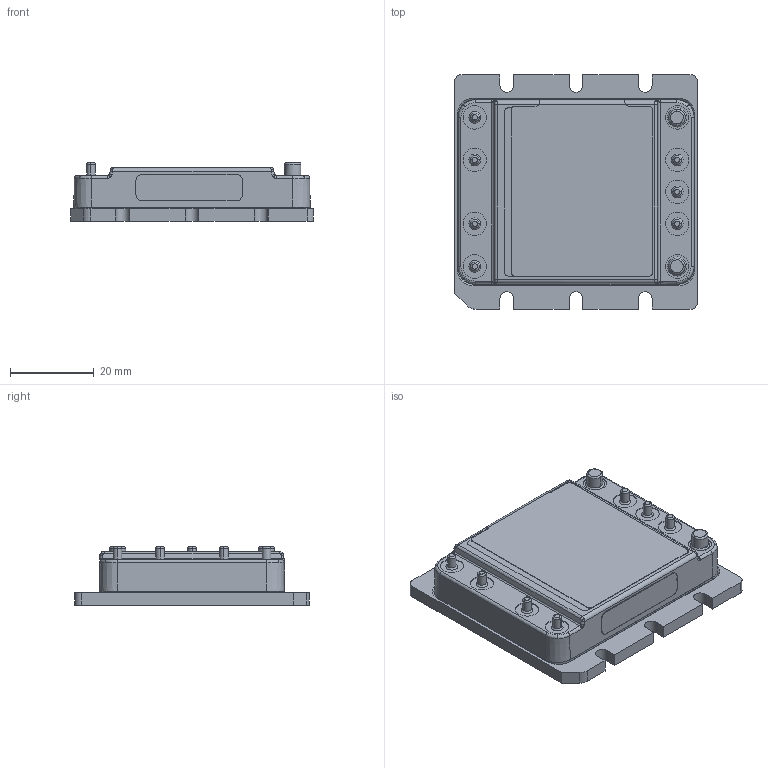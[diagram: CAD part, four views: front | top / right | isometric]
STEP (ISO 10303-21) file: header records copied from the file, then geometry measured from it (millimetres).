
FILE_DESCRIPTION(('FreeCAD Model'),'2;1');
FILE_NAME('37206r1-VxxBxxxxxxBP.step', '2017-01-13T11:52:02',('kicad StepUp'),('ksu MCAD'), 'Open CASCADE STEP processor 6.8','FreeCAD','Unknown');
FILE_SCHEMA(('AUTOMOTIVE_DESIGN_CC2 { 1 2 10303 214 -1 1 5 4 }'));
Length unit declared in the file: millimetre
Products named in the file (1): 37206r1-VxxBxxxxxxBP
Bounding box: 58.09 x 56.05 x 14.04 mm (x, y, z)
Volume: 32670.2 mm3; surface area: 10046.8 mm2
Topology: 1 solids, 1 shells, 299 faces, 744 edges, 468 vertices
Faces by surface type: plane 103, cylinder 84, bspline 74, cone 38
Entity records: 15380 total; most frequent: CARTESIAN_POINT 6577, ORIENTED_EDGE 1488, DIRECTION 1299, EDGE_CURVE 744, AXIS2_PLACEMENT_3D 480, VERTEX_POINT 468, LINE 339, VECTOR 339
